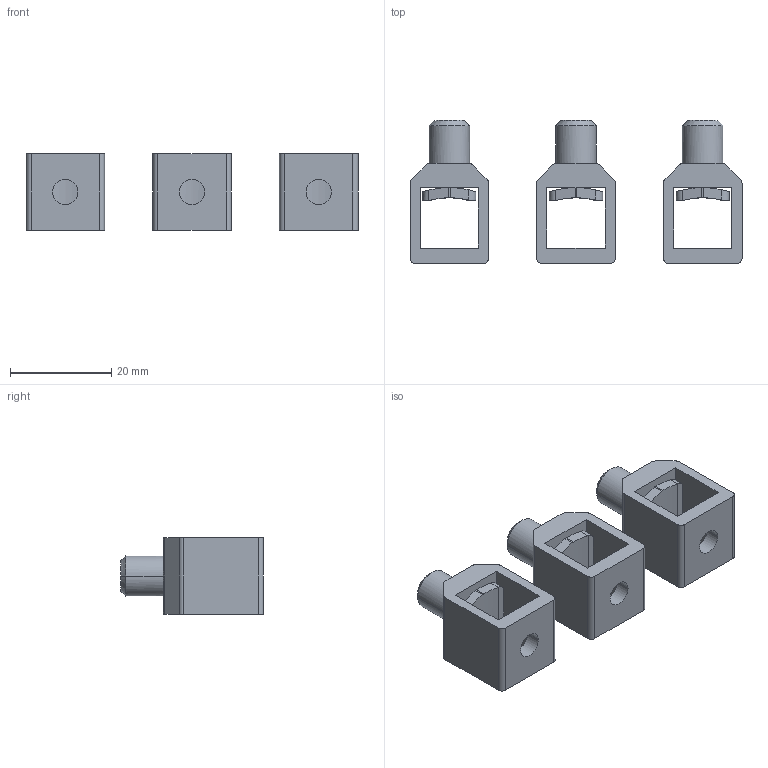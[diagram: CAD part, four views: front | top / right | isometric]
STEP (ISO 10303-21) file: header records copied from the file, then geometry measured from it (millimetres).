
FILE_DESCRIPTION(('CATIA V5 STEP Exchange'),'2;1');
FILE_NAME('1SDH001295R0010_1PA_001_00_XT1_3P_FIXED_FCCuAl_SUP.stp','2014-11-11T15:19:00+00:00',('none'),('none'),'CATIA Version 5 Release 20 SP 1 (IN-10)','CATIA V5 STEP AP214','none');
FILE_SCHEMA(('AUTOMOTIVE_DESIGN { 1 0 10303 214 1 1 1 1 }'));
Length unit declared in the file: millimetre
Products named in the file (1): 1SDH001295R0010_1PA_001_00_XT1_3P_FIXED_FCCuAl_SUP
Bounding box: 65.5 x 28.2 x 15 mm (x, y, z)
Volume: 8769.5 mm3; surface area: 7526 mm2
Topology: 12 solids, 12 shells, 138 faces, 396 edges, 282 vertices
Faces by surface type: plane 72, cylinder 60, cone 6
Entity records: 5449 total; most frequent: CARTESIAN_POINT 1001, ORIENTED_EDGE 792, DIRECTION 524, EDGE_CURVE 396, VERTEX_POINT 282, VECTOR 222, LINE 222, AXIS2_PLACEMENT_3D 207
